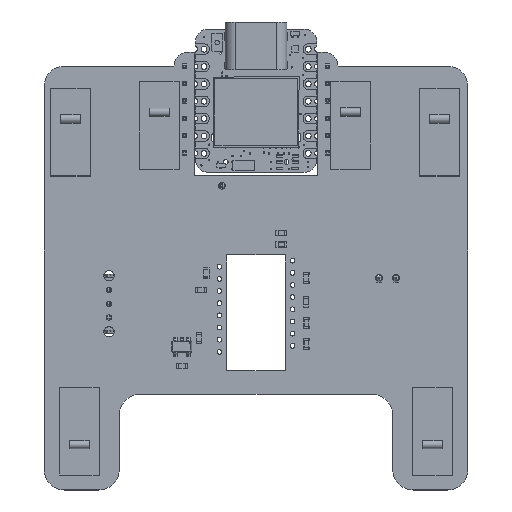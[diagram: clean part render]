
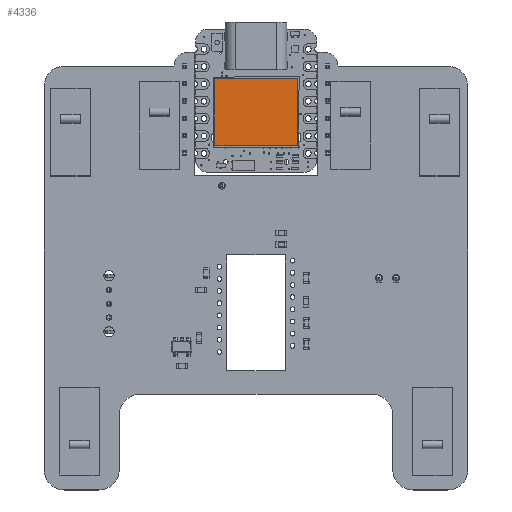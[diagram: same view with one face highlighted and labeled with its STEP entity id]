
A CAD part, top view. The second image highlights one B-rep face of the part: STEP entity #4336.
In plain terms, the highlighted planar face has unit normal (0, 0, 1).
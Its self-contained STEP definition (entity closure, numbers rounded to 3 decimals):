
#4140 = EDGE_CURVE('',#4141,#4143,#4145,.T.);
#4141 = VERTEX_POINT('',#4142);
#4142 = CARTESIAN_POINT('',(9.8,4.151,2.305));
#4143 = VERTEX_POINT('',#4144);
#4144 = CARTESIAN_POINT('',(9.8,16.203,2.305));
#4145 = LINE('',#4146,#4147);
#4146 = CARTESIAN_POINT('',(9.8,4.151,2.305));
#4147 = VECTOR('',#4148,1.);
#4148 = DIRECTION('',(0.,1.,0.));
#4180 = EDGE_CURVE('',#4181,#4141,#4183,.T.);
#4181 = VERTEX_POINT('',#4182);
#4182 = CARTESIAN_POINT('',(19.699,4.101,2.305));
#4183 = LINE('',#4184,#4185);
#4184 = CARTESIAN_POINT('',(19.699,4.101,2.305));
#4185 = VECTOR('',#4186,1.);
#4186 = DIRECTION('',(-1.,0.005,0.));
#4211 = EDGE_CURVE('',#4212,#4181,#4214,.T.);
#4212 = VERTEX_POINT('',#4213);
#4213 = CARTESIAN_POINT('',(19.646,16.203,2.305));
#4214 = LINE('',#4215,#4216);
#4215 = CARTESIAN_POINT('',(19.646,16.203,2.305));
#4216 = VECTOR('',#4217,1.);
#4217 = DIRECTION('',(0.004,-1.,0.));
#4242 = EDGE_CURVE('',#4212,#4243,#4245,.T.);
#4243 = VERTEX_POINT('',#4244);
#4244 = CARTESIAN_POINT('',(9.846,16.203,2.305));
#4245 = LINE('',#4246,#4247);
#4246 = CARTESIAN_POINT('',(19.646,16.203,2.305));
#4247 = VECTOR('',#4248,1.);
#4248 = DIRECTION('',(-1.,0.,0.));
#4273 = EDGE_CURVE('',#4243,#4274,#4276,.T.);
#4274 = VERTEX_POINT('',#4275);
#4275 = CARTESIAN_POINT('',(9.846,16.203,2.305));
#4276 = LINE('',#4277,#4278);
#4277 = CARTESIAN_POINT('',(9.846,16.203,2.305));
#4278 = VECTOR('',#4279,1.);
#4279 = DIRECTION('',(0.004,-1.,0.));
#4304 = EDGE_CURVE('',#4143,#4274,#4305,.T.);
#4305 = LINE('',#4306,#4307);
#4306 = CARTESIAN_POINT('',(9.8,16.203,2.305));
#4307 = VECTOR('',#4308,1.);
#4308 = DIRECTION('',(1.,0.,0.));
#4336 = ADVANCED_FACE('',(#4337),#4345,.T.);
#4337 = FACE_BOUND('',#4338,.T.);
#4338 = EDGE_LOOP('',(#4339,#4340,#4341,#4342,#4343,#4344));
#4339 = ORIENTED_EDGE('',*,*,#4140,.F.);
#4340 = ORIENTED_EDGE('',*,*,#4180,.F.);
#4341 = ORIENTED_EDGE('',*,*,#4211,.F.);
#4342 = ORIENTED_EDGE('',*,*,#4242,.T.);
#4343 = ORIENTED_EDGE('',*,*,#4273,.T.);
#4344 = ORIENTED_EDGE('',*,*,#4304,.F.);
#4345 = PLANE('',#4346);
#4346 = AXIS2_PLACEMENT_3D('',#4347,#4348,#4349);
#4347 = CARTESIAN_POINT('',(-57.6,-7.6,2.305));
#4348 = DIRECTION('',(0.,0.,1.));
#4349 = DIRECTION('',(1.,0.,0.));
